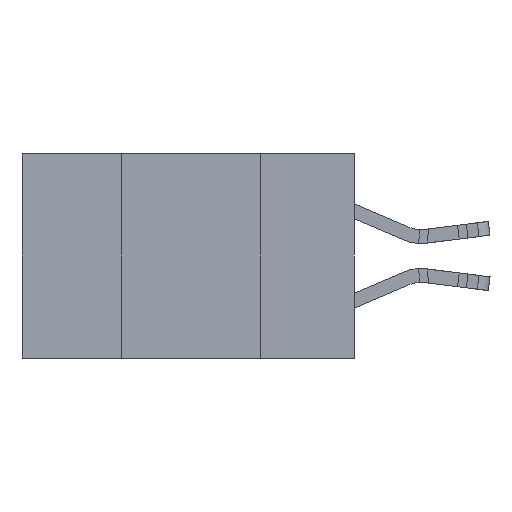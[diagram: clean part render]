
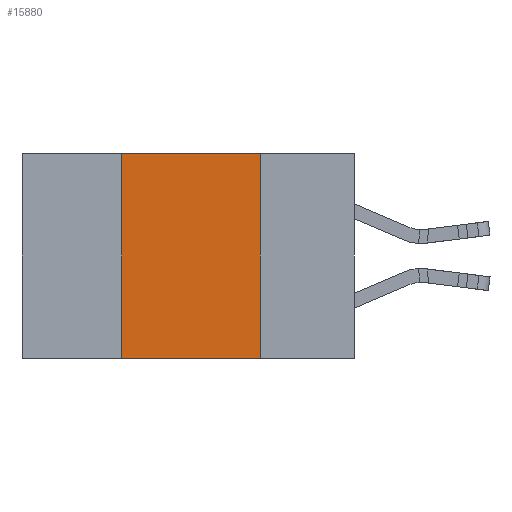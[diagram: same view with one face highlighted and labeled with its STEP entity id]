
A CAD part, left-side view. The second image highlights one B-rep face of the part: STEP entity #15880.
In plain terms, the highlighted planar face has unit normal (-1, 0, 0).
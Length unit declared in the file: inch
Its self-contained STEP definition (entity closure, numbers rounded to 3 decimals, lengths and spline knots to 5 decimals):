
#145 = EDGE_CURVE ( 'NONE', #24562, #19433, #23596, .T. ) ;
#803 = VERTEX_POINT ( 'NONE', #22041 ) ;
#1083 = CARTESIAN_POINT ( 'NONE',  ( 0., 0.42, -0.37 ) ) ;
#1987 = VECTOR ( 'NONE', #13562, 39.37008 ) ;
#2326 = DIRECTION ( 'NONE',  ( 0., 0., -1. ) ) ;
#2829 = ORIENTED_EDGE ( 'NONE', *, *, #145, .F. ) ;
#4048 = DIRECTION ( 'NONE',  ( 0., -1., 0. ) ) ;
#4752 = ORIENTED_EDGE ( 'NONE', *, *, #10825, .T. ) ;
#4976 = CARTESIAN_POINT ( 'NONE',  ( 0., 0.42, 0. ) ) ;
#6019 = CARTESIAN_POINT ( 'NONE',  ( 0., 0.17, 0. ) ) ;
#8337 = DIRECTION ( 'NONE',  ( 0., 0., 1. ) ) ;
#10000 = CARTESIAN_POINT ( 'NONE',  ( 0., 0.6, 0. ) ) ;
#10447 = CARTESIAN_POINT ( 'NONE',  ( 0., 0.6, 0. ) ) ;
#10825 = EDGE_CURVE ( 'NONE', #14315, #803, #14571, .T. ) ;
#11803 = VECTOR ( 'NONE', #24273, 39.37008 ) ;
#12142 = VECTOR ( 'NONE', #4048, 39.37008 ) ;
#12418 = AXIS2_PLACEMENT_3D ( 'NONE', #10000, #17931, #2326 ) ;
#13065 = CARTESIAN_POINT ( 'NONE',  ( 0., 0.17, 0. ) ) ;
#13562 = DIRECTION ( 'NONE',  ( 0., -1., 0. ) ) ;
#14315 = VERTEX_POINT ( 'NONE', #1083 ) ;
#14355 = CARTESIAN_POINT ( 'NONE',  ( 0., 0.6, -0.37 ) ) ;
#14571 = LINE ( 'NONE', #14355, #12142 ) ;
#15597 = EDGE_LOOP ( 'NONE', ( #22369, #2829, #29340, #4752 ) ) ;
#15880 = ADVANCED_FACE ( 'NONE', ( #16712 ), #23053, .F. ) ;
#16712 = FACE_OUTER_BOUND ( 'NONE', #15597, .T. ) ;
#17185 = VECTOR ( 'NONE', #8337, 39.37008 ) ;
#17931 = DIRECTION ( 'NONE',  ( 1., 0., 0. ) ) ;
#19243 = LINE ( 'NONE', #4976, #17185 ) ;
#19433 = VERTEX_POINT ( 'NONE', #13065 ) ;
#22035 = LINE ( 'NONE', #6019, #11803 ) ;
#22041 = CARTESIAN_POINT ( 'NONE',  ( 0., 0.17, -0.37 ) ) ;
#22195 = EDGE_CURVE ( 'NONE', #14315, #24562, #19243, .T. ) ;
#22369 = ORIENTED_EDGE ( 'NONE', *, *, #22817, .F. ) ;
#22817 = EDGE_CURVE ( 'NONE', #19433, #803, #22035, .T. ) ;
#23053 = PLANE ( 'NONE',  #12418 ) ;
#23596 = LINE ( 'NONE', #10447, #1987 ) ;
#24273 = DIRECTION ( 'NONE',  ( 0., 0., -1. ) ) ;
#24305 = CARTESIAN_POINT ( 'NONE',  ( 0., 0.42, 0. ) ) ;
#24562 = VERTEX_POINT ( 'NONE', #24305 ) ;
#29340 = ORIENTED_EDGE ( 'NONE', *, *, #22195, .F. ) ;
